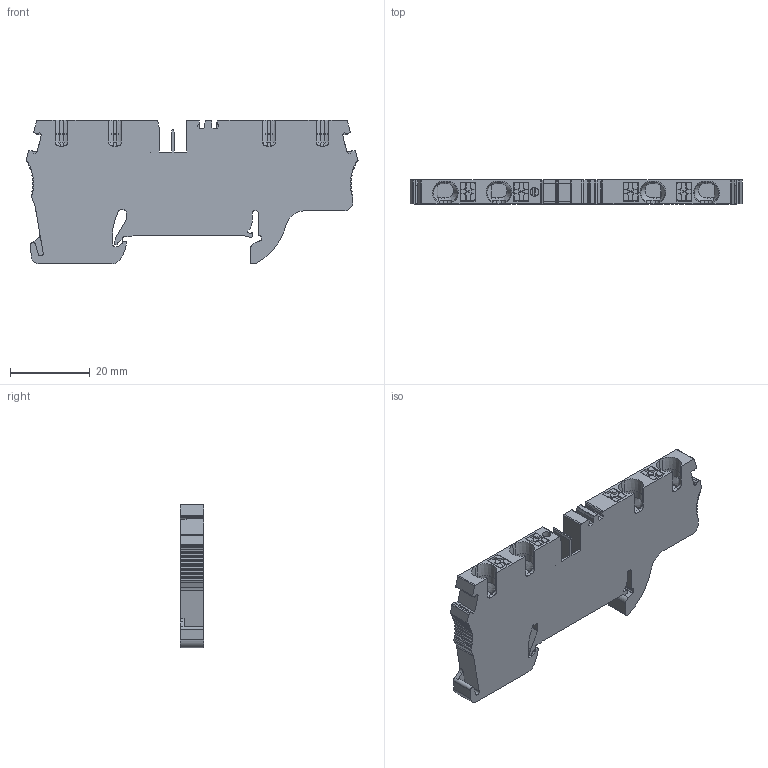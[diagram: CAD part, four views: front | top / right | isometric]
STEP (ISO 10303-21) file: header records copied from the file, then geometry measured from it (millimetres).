
FILE_DESCRIPTION(/* description */ ('Unknown'),/* implementation_level */ '2;1');
FILE_NAME(/* name */ 'PQ4-2X2_SOLID',/* time_stamp */ '2023-02-25T15:45:09+05:00',/* author */ ('Unknown'),/* organization */ ('Unknown'),/* preprocessor_version */ 'ST-DEVELOPER v16.7',/* originating_system */ 'Solid Edge',/* authorisation */ 'Unknown');
FILE_SCHEMA (('AUTOMOTIVE_DESIGN {1 0 10303 214 3 1 1}'));
Length unit declared in the file: millimetre
Products named in the file (1): Part3
Bounding box: 83.03 x 6 x 36 mm (x, y, z)
Volume: 12661.9 mm3; surface area: 7436.8 mm2
Topology: 1 solids, 1 shells, 542 faces, 1563 edges, 1031 vertices
Faces by surface type: plane 319, cylinder 175, cone 24, bspline 16, torus 8
Full cylindrical faces by diameter (mm): 2.15 x1
Entity records: 22007 total; most frequent: CARTESIAN_POINT 3948, ORIENTED_EDGE 3122, DIRECTION 2840, EDGE_CURVE 1561, VERTEX_POINT 1030, LINE 1022, VECTOR 1022, AXIS2_PLACEMENT_3D 909
